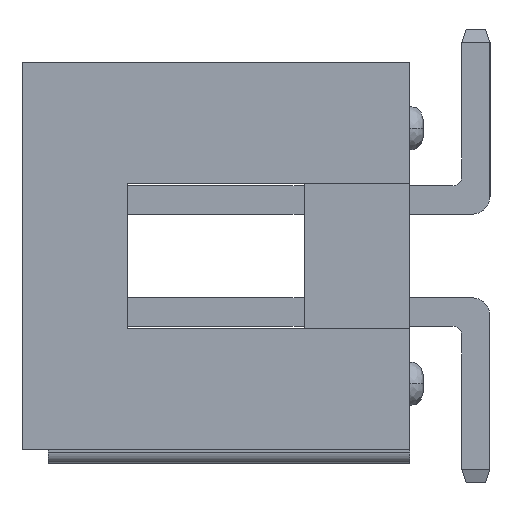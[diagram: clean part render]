
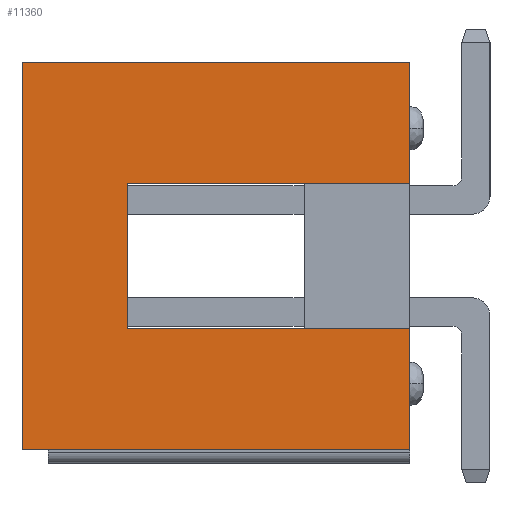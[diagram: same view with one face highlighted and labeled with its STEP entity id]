
A CAD part, left-side view. The second image highlights one B-rep face of the part: STEP entity #11360.
In plain terms, the highlighted planar face has unit normal (-1, 0, 0).
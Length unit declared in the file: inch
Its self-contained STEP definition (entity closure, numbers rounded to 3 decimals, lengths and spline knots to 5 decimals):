
#131 = DIRECTION ( 'NONE',  ( 0., 0., 1. ) ) ;
#703 = LINE ( 'NONE', #8703, #3664 ) ;
#779 = EDGE_CURVE ( 'NONE', #9943, #13421, #16345, .T. ) ;
#781 = ORIENTED_EDGE ( 'NONE', *, *, #13540, .T. ) ;
#907 = ORIENTED_EDGE ( 'NONE', *, *, #7002, .T. ) ;
#1217 = VERTEX_POINT ( 'NONE', #8665 ) ;
#1304 = DIRECTION ( 'NONE',  ( 0., 1., 0. ) ) ;
#1425 = CARTESIAN_POINT ( 'NONE',  ( 14.50209, 3.8477, -0.97047 ) ) ;
#1517 = EDGE_CURVE ( 'NONE', #13302, #8197, #5391, .T. ) ;
#1784 = CARTESIAN_POINT ( 'NONE',  ( 14.50209, 3.8477, -0.97047 ) ) ;
#1935 = ORIENTED_EDGE ( 'NONE', *, *, #779, .T. ) ;
#1978 = CARTESIAN_POINT ( 'NONE',  ( 14.50209, 3.97763, -0.7185 ) ) ;
#2026 = VECTOR ( 'NONE', #131, 39.37008 ) ;
#2428 = DIRECTION ( 'NONE',  ( 0., 0., 1. ) ) ;
#2520 = DIRECTION ( 'NONE',  ( 0., 0., 1. ) ) ;
#2773 = DIRECTION ( 'NONE',  ( 0., -1., 0. ) ) ;
#2917 = EDGE_CURVE ( 'NONE', #10189, #6114, #703, .T. ) ;
#3350 = CARTESIAN_POINT ( 'NONE',  ( 14.50209, 3.8477, -0.7185 ) ) ;
#3465 = VERTEX_POINT ( 'NONE', #1784 ) ;
#3664 = VECTOR ( 'NONE', #2428, 39.37008 ) ;
#4874 = DIRECTION ( 'NONE',  ( 0., 1., 0. ) ) ;
#5391 = LINE ( 'NONE', #6394, #2026 ) ;
#5742 = LINE ( 'NONE', #12494, #9140 ) ;
#6114 = VERTEX_POINT ( 'NONE', #9115 ) ;
#6342 = AXIS2_PLACEMENT_3D ( 'NONE', #13869, #10115, #2520 ) ;
#6394 = CARTESIAN_POINT ( 'NONE',  ( 14.50209, 4.08589, -0.97047 ) ) ;
#6530 = CARTESIAN_POINT ( 'NONE',  ( 14.50209, 4.08589, -0.62402 ) ) ;
#6848 = CARTESIAN_POINT ( 'NONE',  ( 14.50209, 4.08589, -0.97047 ) ) ;
#7002 = EDGE_CURVE ( 'NONE', #6114, #8197, #5742, .T. ) ;
#7545 = VECTOR ( 'NONE', #8644, 39.37008 ) ;
#7602 = CARTESIAN_POINT ( 'NONE',  ( 14.50209, 3.90322, -0.97047 ) ) ;
#7763 = CARTESIAN_POINT ( 'NONE',  ( 14.50209, 3.90322, -0.97047 ) ) ;
#7807 = LINE ( 'NONE', #1425, #14547 ) ;
#8107 = LINE ( 'NONE', #7602, #11113 ) ;
#8197 = VERTEX_POINT ( 'NONE', #6530 ) ;
#8644 = DIRECTION ( 'NONE',  ( 0., 0., 1. ) ) ;
#8665 = CARTESIAN_POINT ( 'NONE',  ( 14.50209, 3.97763, -0.97047 ) ) ;
#8703 = CARTESIAN_POINT ( 'NONE',  ( 14.50209, 3.73944, -0.97047 ) ) ;
#8811 = PLANE ( 'NONE',  #6342 ) ;
#8961 = ORIENTED_EDGE ( 'NONE', *, *, #14155, .F. ) ;
#9025 = DIRECTION ( 'NONE',  ( 0., 1., 0. ) ) ;
#9115 = CARTESIAN_POINT ( 'NONE',  ( 14.50209, 3.73944, -0.62402 ) ) ;
#9140 = VECTOR ( 'NONE', #4874, 39.37008 ) ;
#9485 = ORIENTED_EDGE ( 'NONE', *, *, #1517, .F. ) ;
#9943 = VERTEX_POINT ( 'NONE', #1978 ) ;
#9981 = VECTOR ( 'NONE', #2773, 39.37008 ) ;
#10115 = DIRECTION ( 'NONE',  ( -1., 0., 0. ) ) ;
#10189 = VERTEX_POINT ( 'NONE', #12593 ) ;
#10286 = DIRECTION ( 'NONE',  ( 0., 0., -1. ) ) ;
#10317 = LINE ( 'NONE', #7763, #12971 ) ;
#10359 = CARTESIAN_POINT ( 'NONE',  ( 14.50209, 3.8477, -0.7185 ) ) ;
#10747 = ORIENTED_EDGE ( 'NONE', *, *, #14223, .F. ) ;
#10932 = LINE ( 'NONE', #11187, #7545 ) ;
#11113 = VECTOR ( 'NONE', #1304, 39.37008 ) ;
#11181 = EDGE_LOOP ( 'NONE', ( #10747, #14219, #907, #9485, #8961, #781, #1935, #16132 ) ) ;
#11187 = CARTESIAN_POINT ( 'NONE',  ( 14.50209, 3.97763, -0.97047 ) ) ;
#11360 = ADVANCED_FACE ( 'NONE', ( #12379 ), #8811, .T. ) ;
#11440 = EDGE_CURVE ( 'NONE', #13421, #3465, #7807, .T. ) ;
#12379 = FACE_OUTER_BOUND ( 'NONE', #11181, .T. ) ;
#12494 = CARTESIAN_POINT ( 'NONE',  ( 14.50209, 4.07644, -0.62402 ) ) ;
#12593 = CARTESIAN_POINT ( 'NONE',  ( 14.50209, 3.73944, -0.97047 ) ) ;
#12971 = VECTOR ( 'NONE', #9025, 39.37008 ) ;
#13302 = VERTEX_POINT ( 'NONE', #6848 ) ;
#13421 = VERTEX_POINT ( 'NONE', #3350 ) ;
#13540 = EDGE_CURVE ( 'NONE', #1217, #9943, #10932, .T. ) ;
#13869 = CARTESIAN_POINT ( 'NONE',  ( 14.50209, 3.8477, -0.97047 ) ) ;
#14155 = EDGE_CURVE ( 'NONE', #1217, #13302, #8107, .T. ) ;
#14219 = ORIENTED_EDGE ( 'NONE', *, *, #2917, .T. ) ;
#14223 = EDGE_CURVE ( 'NONE', #10189, #3465, #10317, .T. ) ;
#14547 = VECTOR ( 'NONE', #10286, 39.37008 ) ;
#16132 = ORIENTED_EDGE ( 'NONE', *, *, #11440, .T. ) ;
#16345 = LINE ( 'NONE', #10359, #9981 ) ;
